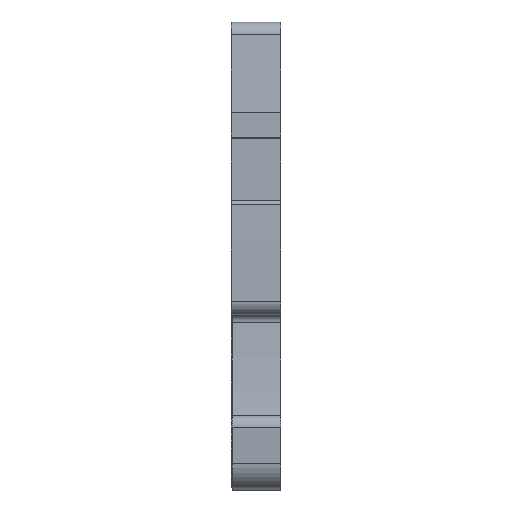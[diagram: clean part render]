
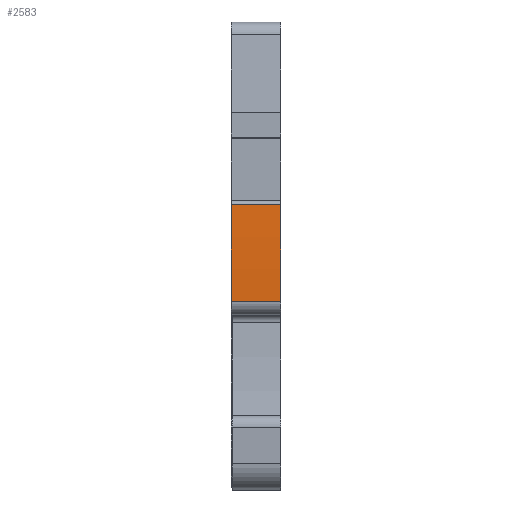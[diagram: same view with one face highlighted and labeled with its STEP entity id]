
A CAD part, front view. The second image highlights one B-rep face of the part: STEP entity #2583.
In plain terms, the highlighted cylindrical face has radius 122.182 mm (diameter 244.364 mm), a partial arc.
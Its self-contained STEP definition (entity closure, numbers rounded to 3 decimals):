
#298=AXIS2_PLACEMENT_3D('Circle Axis2P3D',#296,#297,$) ;
#2563=AXIS2_PLACEMENT_3D('Cylinder Axis2P3D',#2560,#2561,#2562) ;
#2567=AXIS2_PLACEMENT_3D('Circle Axis2P3D',#2565,#2566,$) ;
#293=CARTESIAN_POINT('Vertex',(3.5,1.518,20.35)) ;
#296=CARTESIAN_POINT('Axis2P3D Location',(3.5,123.656,17.05)) ;
#300=CARTESIAN_POINT('Vertex',(3.5,1.528,13.42)) ;
#2544=CARTESIAN_POINT('Vertex',(0.,1.518,20.35)) ;
#2547=CARTESIAN_POINT('Line Origine',(1.75,1.518,20.35)) ;
#2560=CARTESIAN_POINT('Axis2P3D Location',(1.75,123.656,17.05)) ;
#2565=CARTESIAN_POINT('Axis2P3D Location',(0.,123.656,17.05)) ;
#2569=CARTESIAN_POINT('Vertex',(0.,1.528,13.42)) ;
#2572=CARTESIAN_POINT('Line Origine',(1.75,1.528,13.42)) ;
#297=DIRECTION('Axis2P3D Direction',(1.,0.,0.)) ;
#2548=DIRECTION('Vector Direction',(-1.,0.,0.)) ;
#2561=DIRECTION('Axis2P3D Direction',(1.,0.,0.)) ;
#2562=DIRECTION('Axis2P3D XDirection',(0.,-0.992,0.126)) ;
#2566=DIRECTION('Axis2P3D Direction',(1.,0.,0.)) ;
#2573=DIRECTION('Vector Direction',(1.,0.,0.)) ;
#2549=VECTOR('Line Direction',#2548,1.) ;
#2574=VECTOR('Line Direction',#2573,1.) ;
#2578=ORIENTED_EDGE('',*,*,#2571,.T.) ;
#2579=ORIENTED_EDGE('',*,*,#2576,.F.) ;
#2580=ORIENTED_EDGE('',*,*,#302,.F.) ;
#2581=ORIENTED_EDGE('',*,*,#2551,.T.) ;
#2583=ADVANCED_FACE('V1',(#2582),#2564,.T.) ;
#299=CIRCLE('generated circle',#298,122.182) ;
#2568=CIRCLE('generated circle',#2567,122.182) ;
#2564=CYLINDRICAL_SURFACE('generated cylinder',#2563,122.182) ;
#302=EDGE_CURVE('',#294,#301,#299,.T.) ;
#2551=EDGE_CURVE('',#294,#2545,#2550,.T.) ;
#2571=EDGE_CURVE('',#2545,#2570,#2568,.T.) ;
#2576=EDGE_CURVE('',#301,#2570,#2575,.F.) ;
#2577=EDGE_LOOP('',(#2578,#2579,#2580,#2581)) ;
#2582=FACE_OUTER_BOUND('',#2577,.T.) ;
#2550=LINE('Line',#2547,#2549) ;
#2575=LINE('Line',#2572,#2574) ;
#294=VERTEX_POINT('',#293) ;
#301=VERTEX_POINT('',#300) ;
#2545=VERTEX_POINT('',#2544) ;
#2570=VERTEX_POINT('',#2569) ;
